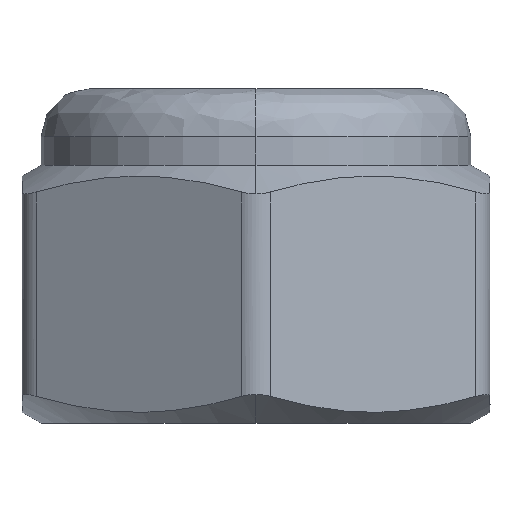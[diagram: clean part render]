
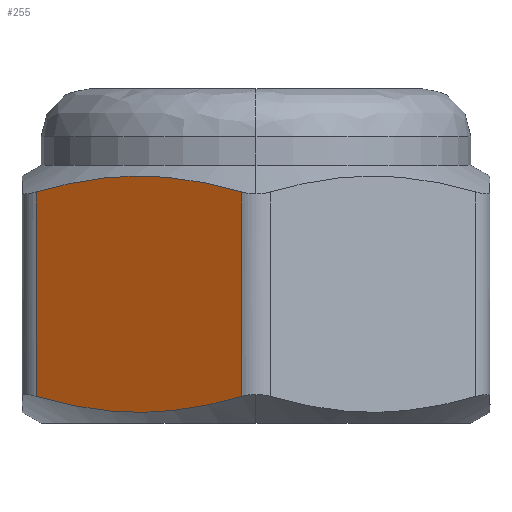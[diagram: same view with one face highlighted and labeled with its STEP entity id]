
A CAD part, left-side view. The second image highlights one B-rep face of the part: STEP entity #255.
In plain terms, the highlighted planar face has unit normal (-0.866, 0.5, 0).
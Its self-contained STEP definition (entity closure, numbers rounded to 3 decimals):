
#17 = ORIENTED_EDGE ( 'NONE', *, *, #841, .F. ) ;
#23 = LINE ( 'NONE', #499, #909 ) ;
#25 = CARTESIAN_POINT ( 'NONE',  ( -1.705, 1.947, 1.174 ) ) ;
#100 = VERTEX_POINT ( 'NONE', #694 ) ;
#123 = CARTESIAN_POINT ( 'NONE',  ( -2.333, 0.859, -1.237 ) ) ;
#133 = EDGE_CURVE ( 'NONE', #414, #868, #264, .T. ) ;
#144 = ORIENTED_EDGE ( 'NONE', *, *, #133, .F. ) ;
#156 = CARTESIAN_POINT ( 'NONE',  ( -2.224, 1.047, 1.238 ) ) ;
#185 = FACE_OUTER_BOUND ( 'NONE', #263, .T. ) ;
#201 = CARTESIAN_POINT ( 'NONE',  ( -2.742, 0.15, -1.07 ) ) ;
#211 = DIRECTION ( 'NONE',  ( 0.5, 0.866, 0. ) ) ;
#221 = EDGE_CURVE ( 'NONE', #463, #100, #23, .T. ) ;
#228 = EDGE_CURVE ( 'NONE', #868, #463, #349, .T. ) ;
#239 = CARTESIAN_POINT ( 'NONE',  ( -1.501, 2.3, 1.07 ) ) ;
#242 = CARTESIAN_POINT ( 'NONE',  ( -2.538, 0.505, 1.164 ) ) ;
#255 = ADVANCED_FACE ( 'NONE', ( #185 ), #286, .F. ) ;
#263 = EDGE_LOOP ( 'NONE', ( #831, #144, #17, #525 ) ) ;
#264 = LINE ( 'NONE', #698, #794 ) ;
#278 = CARTESIAN_POINT ( 'NONE',  ( -2.019, 1.403, -1.238 ) ) ;
#286 = PLANE ( 'NONE',  #501 ) ;
#318 = CARTESIAN_POINT ( 'NONE',  ( -2.742, 0.15, 1.07 ) ) ;
#339 = B_SPLINE_CURVE_WITH_KNOTS ( 'NONE', 3,
 ( #239, #25, #599, #156, #667, #242, #731, #318 ),
 .UNSPECIFIED., .F., .F.,
 ( 4, 2, 2, 4 ),
 ( 0., 0.001, 0.002, 0.002 ),
 .UNSPECIFIED. ) ;
#349 = B_SPLINE_CURVE_WITH_KNOTS ( 'NONE', 3,
 ( #201, #628, #123, #278, #769, #356, #835, #430 ),
 .UNSPECIFIED., .F., .F.,
 ( 4, 2, 2, 4 ),
 ( 0., 0.001, 0.002, 0.002 ),
 .UNSPECIFIED. ) ;
#356 = CARTESIAN_POINT ( 'NONE',  ( -1.706, 1.945, -1.164 ) ) ;
#414 = VERTEX_POINT ( 'NONE', #456 ) ;
#430 = CARTESIAN_POINT ( 'NONE',  ( -1.501, 2.3, -1.07 ) ) ;
#456 = CARTESIAN_POINT ( 'NONE',  ( -2.742, 0.15, 1.07 ) ) ;
#463 = VERTEX_POINT ( 'NONE', #750 ) ;
#498 = CARTESIAN_POINT ( 'NONE',  ( -1.415, 2.45, 1.35 ) ) ;
#499 = CARTESIAN_POINT ( 'NONE',  ( -1.501, 2.3, 1.35 ) ) ;
#501 = AXIS2_PLACEMENT_3D ( 'NONE', #498, #638, #211 ) ;
#525 = ORIENTED_EDGE ( 'NONE', *, *, #221, .F. ) ;
#599 = CARTESIAN_POINT ( 'NONE',  ( -1.911, 1.591, 1.237 ) ) ;
#625 = DIRECTION ( 'NONE',  ( 0., 0., -1. ) ) ;
#628 = CARTESIAN_POINT ( 'NONE',  ( -2.539, 0.503, -1.174 ) ) ;
#638 = DIRECTION ( 'NONE',  ( 0.866, -0.5, 0. ) ) ;
#667 = CARTESIAN_POINT ( 'NONE',  ( -2.33, 0.864, 1.222 ) ) ;
#694 = CARTESIAN_POINT ( 'NONE',  ( -1.501, 2.3, 1.07 ) ) ;
#698 = CARTESIAN_POINT ( 'NONE',  ( -2.742, 0.15, 1.35 ) ) ;
#731 = CARTESIAN_POINT ( 'NONE',  ( -2.64, 0.327, 1.122 ) ) ;
#750 = CARTESIAN_POINT ( 'NONE',  ( -1.501, 2.3, -1.07 ) ) ;
#769 = CARTESIAN_POINT ( 'NONE',  ( -1.914, 1.586, -1.222 ) ) ;
#794 = VECTOR ( 'NONE', #625, 1000. ) ;
#831 = ORIENTED_EDGE ( 'NONE', *, *, #228, .F. ) ;
#835 = CARTESIAN_POINT ( 'NONE',  ( -1.603, 2.123, -1.122 ) ) ;
#841 = EDGE_CURVE ( 'NONE', #100, #414, #339, .T. ) ;
#868 = VERTEX_POINT ( 'NONE', #871 ) ;
#871 = CARTESIAN_POINT ( 'NONE',  ( -2.742, 0.15, -1.07 ) ) ;
#906 = DIRECTION ( 'NONE',  ( 0., 0., 1. ) ) ;
#909 = VECTOR ( 'NONE', #906, 1000. ) ;
